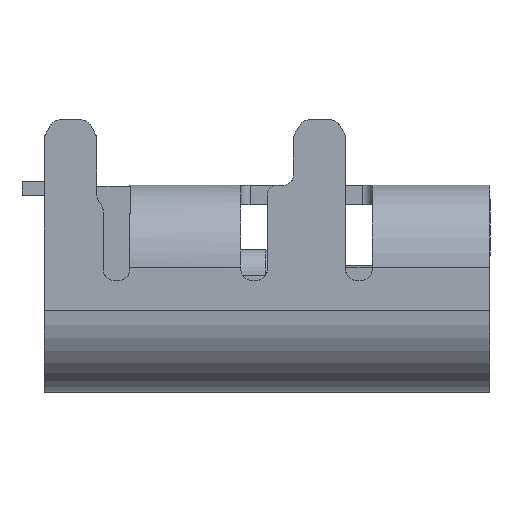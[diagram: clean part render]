
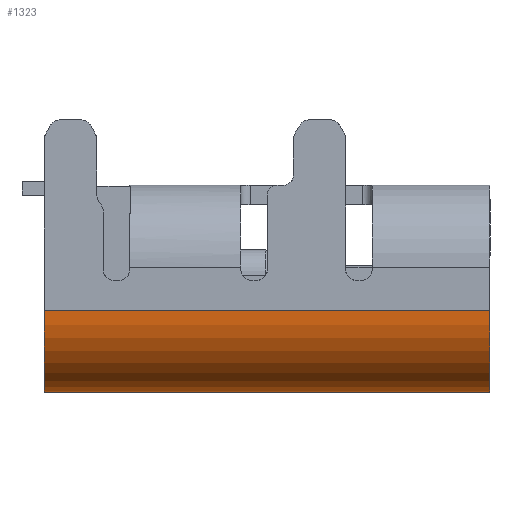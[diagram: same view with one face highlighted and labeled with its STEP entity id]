
A CAD part, front view. The second image highlights one B-rep face of the part: STEP entity #1323.
In plain terms, the highlighted cylindrical face has radius 1.25 mm (diameter 2.5 mm), a partial arc.
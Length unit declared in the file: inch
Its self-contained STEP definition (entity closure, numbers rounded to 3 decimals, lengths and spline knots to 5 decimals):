
#359 = EDGE_CURVE ( 'NONE', #4419, #17599, #8283, .T. ) ;
#428 = CARTESIAN_POINT ( 'NONE',  ( -0.05118, 0.61142, -0.02087 ) ) ;
#539 = EDGE_CURVE ( 'NONE', #4419, #10405, #17073, .T. ) ;
#1048 = VECTOR ( 'NONE', #5044, 39.37008 ) ;
#1323 = ADVANCED_FACE ( 'NONE', ( #8547 ), #14936, .T. ) ;
#1381 = DIRECTION ( 'NONE',  ( 0., 0., -1. ) ) ;
#1806 = DIRECTION ( 'NONE',  ( 0., 0., -1. ) ) ;
#2880 = LINE ( 'NONE', #17532, #7292 ) ;
#3833 = CARTESIAN_POINT ( 'NONE',  ( -238462.06657, 0.66063, -0.02087 ) ) ;
#3986 = CARTESIAN_POINT ( 'NONE',  ( 0.21654, 0.66063, -0.02087 ) ) ;
#4056 = ORIENTED_EDGE ( 'NONE', *, *, #7780, .T. ) ;
#4419 = VERTEX_POINT ( 'NONE', #18089 ) ;
#5044 = DIRECTION ( 'NONE',  ( -1., 0., 0. ) ) ;
#5214 = CARTESIAN_POINT ( 'NONE',  ( -0.05118, 0.66063, -0.07008 ) ) ;
#5860 = EDGE_CURVE ( 'NONE', #10405, #9183, #2880, .T. ) ;
#7072 = AXIS2_PLACEMENT_3D ( 'NONE', #3986, #8498, #11848 ) ;
#7107 = ORIENTED_EDGE ( 'NONE', *, *, #359, .F. ) ;
#7292 = VECTOR ( 'NONE', #17427, 39.37008 ) ;
#7780 = EDGE_CURVE ( 'NONE', #9183, #17599, #15033, .T. ) ;
#8283 = LINE ( 'NONE', #12890, #1048 ) ;
#8498 = DIRECTION ( 'NONE',  ( -1., 0., 0. ) ) ;
#8547 = FACE_OUTER_BOUND ( 'NONE', #18487, .T. ) ;
#9183 = VERTEX_POINT ( 'NONE', #428 ) ;
#9350 = AXIS2_PLACEMENT_3D ( 'NONE', #17720, #9775, #1806 ) ;
#9775 = DIRECTION ( 'NONE',  ( 1., 0., 0. ) ) ;
#10049 = CARTESIAN_POINT ( 'NONE',  ( 0.21654, 0.61142, -0.02087 ) ) ;
#10109 = AXIS2_PLACEMENT_3D ( 'NONE', #3833, #15415, #1381 ) ;
#10405 = VERTEX_POINT ( 'NONE', #10049 ) ;
#11627 = ORIENTED_EDGE ( 'NONE', *, *, #539, .T. ) ;
#11848 = DIRECTION ( 'NONE',  ( 0., 0., -1. ) ) ;
#12890 = CARTESIAN_POINT ( 'NONE',  ( -0.05118, 0.66063, -0.07008 ) ) ;
#14936 = CYLINDRICAL_SURFACE ( 'NONE', #10109, 0.04921 ) ;
#15033 = CIRCLE ( 'NONE', #9350, 0.04921 ) ;
#15415 = DIRECTION ( 'NONE',  ( 1., 0., 0. ) ) ;
#17073 = CIRCLE ( 'NONE', #7072, 0.04921 ) ;
#17427 = DIRECTION ( 'NONE',  ( -1., 0., 0. ) ) ;
#17532 = CARTESIAN_POINT ( 'NONE',  ( -238462.06657, 0.61142, -0.02087 ) ) ;
#17599 = VERTEX_POINT ( 'NONE', #5214 ) ;
#17720 = CARTESIAN_POINT ( 'NONE',  ( -0.05118, 0.66063, -0.02087 ) ) ;
#18089 = CARTESIAN_POINT ( 'NONE',  ( 0.21654, 0.66063, -0.07008 ) ) ;
#18487 = EDGE_LOOP ( 'NONE', ( #4056, #7107, #11627, #18582 ) ) ;
#18582 = ORIENTED_EDGE ( 'NONE', *, *, #5860, .T. ) ;
